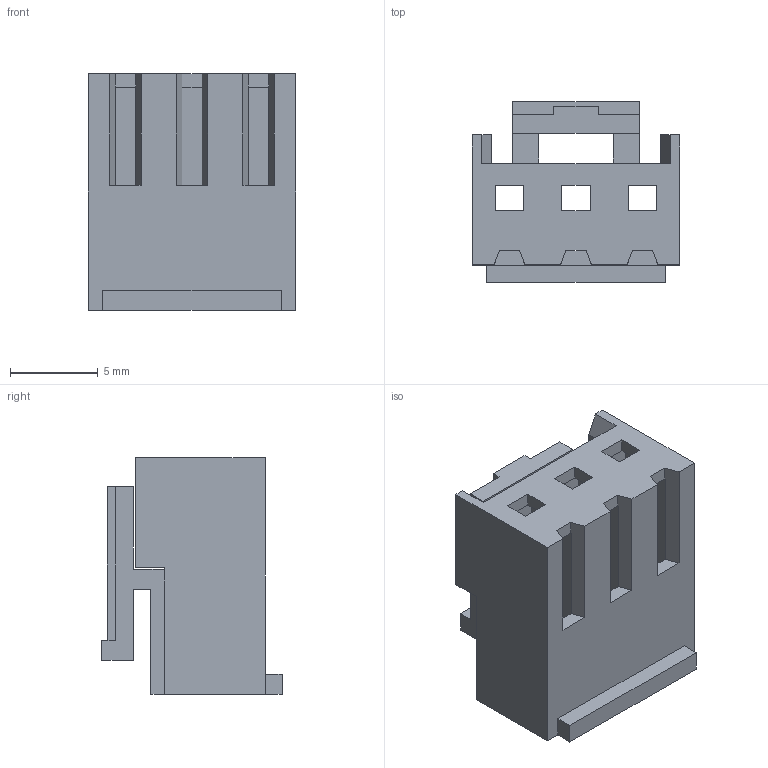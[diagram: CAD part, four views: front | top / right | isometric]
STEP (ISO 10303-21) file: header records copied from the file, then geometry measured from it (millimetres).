
FILE_DESCRIPTION((' '),'2;1');
FILE_NAME( 'VHR-3N.stp', '2022-09-02T12:09:13', (' '), ('--- Datakit www.datakit.com---'), ' Datakit CrossCadWare V2022.3 Jun 15 2022', 'DATAKIT 2022 (c)', ' ');
FILE_SCHEMA(('AP242_MANAGED_MODEL_BASED_3D_ENGINEERING_MIM_LF { 1 0 10303 442 1 1 4 }'));
Length unit declared in the file: millimetre
Products named in the file (1): VHR-3N
Bounding box: 11.79 x 10.26 x 13.46 mm (x, y, z)
Volume: 511.6 mm3; surface area: 1452.5 mm2
Topology: 1 solids, 1 shells, 77 faces, 240 edges, 160 vertices
Faces by surface type: plane 77
Entity records: 2663 total; most frequent: ORIENTED_EDGE 480, CARTESIAN_POINT 478, DIRECTION 396, VECTOR 240, LINE 240, EDGE_CURVE 240, VERTEX_POINT 160, EDGE_LOOP 86
